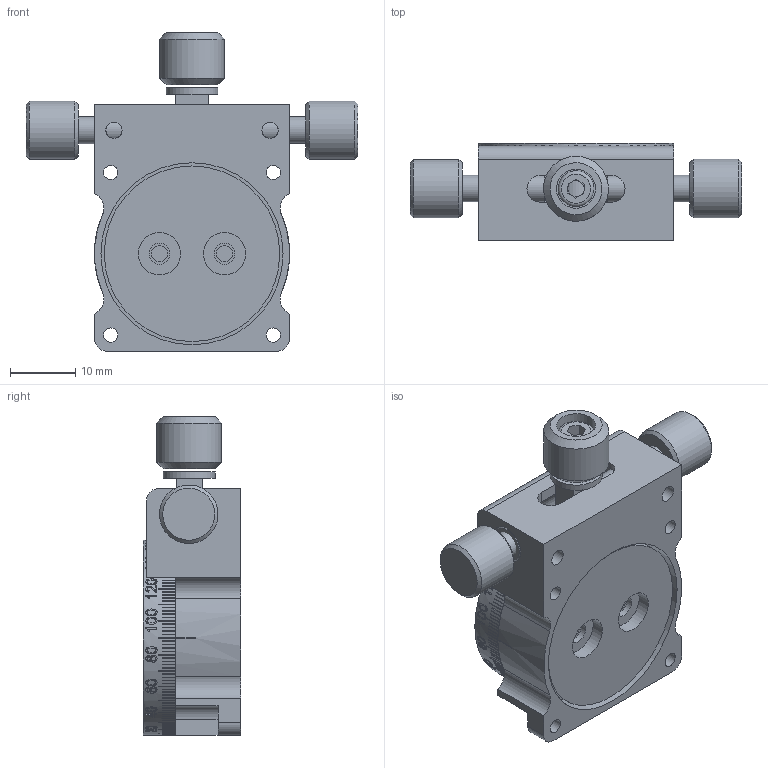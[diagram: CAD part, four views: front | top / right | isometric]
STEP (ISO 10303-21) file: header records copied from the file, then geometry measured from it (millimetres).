
FILE_DESCRIPTION (( 'STEP AP203' ), '1' );
FILE_NAME ('56RSP-5M.STEP', '2024-03-19T07:15:55', ( '' ), ( '' ), 'SwSTEP 2.0', 'SolidWorks 2022', '' );
FILE_SCHEMA (( 'CONFIG_CONTROL_DESIGN' ));
Products named in the file (1): 56RSP-5M
Bounding box: 51 x 15 x 49 mm (x, y, z)
Surface area: 9458.7 mm2 (no closed solid volume)
Topology: 0 solids, 31 shells, 451 faces, 3227 edges, 2583 vertices
Faces by surface type: plane 167, bspline 146, cylinder 128, cone 9, torus 1
Full cylindrical faces by diameter (mm): 1.6 x4, 2.2 x4, 2.5 x4, 3.2 x2, 3.3 x4, 4.1 x4, 5 x1, 6 x2, 6.5 x2, 8 x1, 9 x2, 10 x1, 27 x1, 28 x1, 30 x1
Entity records: 59568 total; most frequent: CARTESIAN_POINT 38813, ORIENTED_EDGE 4057, DIRECTION 3210, EDGE_CURVE 3170, VERTEX_POINT 2572, VECTOR 1404, LINE 1404, B_SPLINE_CURVE_WITH_KNOTS 1169
